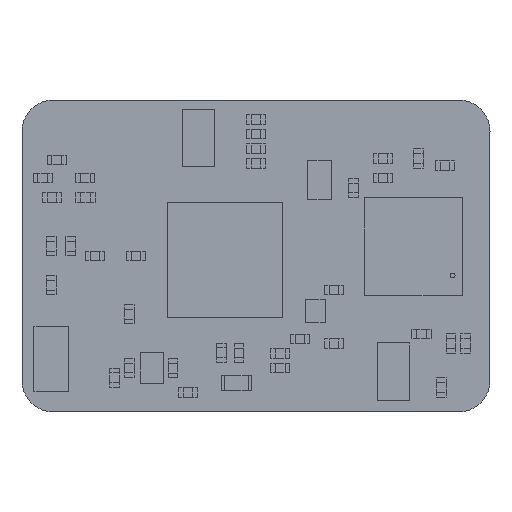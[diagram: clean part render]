
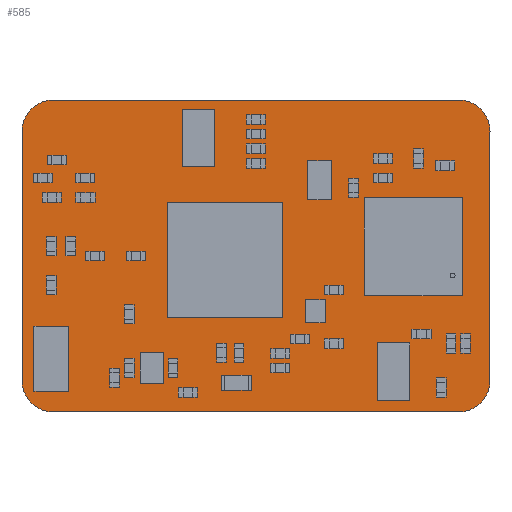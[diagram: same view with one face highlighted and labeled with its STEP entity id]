
A CAD part, top view. The second image highlights one B-rep face of the part: STEP entity #585.
In plain terms, the highlighted planar face has unit normal (0, 0, 1).
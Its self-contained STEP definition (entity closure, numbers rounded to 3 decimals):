
#320 = VERTEX_POINT('',#321);
#321 = CARTESIAN_POINT('',(1.638,0.,0.192));
#327 = EDGE_CURVE('',#320,#328,#330,.T.);
#328 = VERTEX_POINT('',#329);
#329 = CARTESIAN_POINT('',(0.,1.638,0.192));
#330 = CIRCLE('',#331,1.639);
#331 = AXIS2_PLACEMENT_3D('',#332,#333,#334);
#332 = CARTESIAN_POINT('',(1.639,1.639,0.192));
#333 = DIRECTION('',(0.,0.,-1.));
#334 = DIRECTION('',(-0.001,-1.,0.));
#360 = EDGE_CURVE('',#328,#361,#363,.T.);
#361 = VERTEX_POINT('',#362);
#362 = CARTESIAN_POINT('',(0.,14.618,0.192
    ));
#363 = LINE('',#364,#365);
#364 = CARTESIAN_POINT('',(0.,1.638,0.192));
#365 = VECTOR('',#366,1.);
#366 = DIRECTION('',(0.,1.,0.));
#391 = EDGE_CURVE('',#361,#392,#394,.T.);
#392 = VERTEX_POINT('',#393);
#393 = CARTESIAN_POINT('',(1.638,16.256,0.192));
#394 = CIRCLE('',#395,1.639);
#395 = AXIS2_PLACEMENT_3D('',#396,#397,#398);
#396 = CARTESIAN_POINT('',(1.639,14.617,0.192));
#397 = DIRECTION('',(0.,0.,-1.));
#398 = DIRECTION('',(-1.,0.001,0.));
#424 = EDGE_CURVE('',#392,#425,#427,.T.);
#425 = VERTEX_POINT('',#426);
#426 = CARTESIAN_POINT('',(22.747,16.256,0.192));
#427 = LINE('',#428,#429);
#428 = CARTESIAN_POINT('',(1.638,16.256,0.192));
#429 = VECTOR('',#430,1.);
#430 = DIRECTION('',(1.,0.,0.));
#455 = EDGE_CURVE('',#425,#456,#458,.T.);
#456 = VERTEX_POINT('',#457);
#457 = CARTESIAN_POINT('',(24.385,14.62,0.192));
#458 = CIRCLE('',#459,1.637);
#459 = AXIS2_PLACEMENT_3D('',#460,#461,#462);
#460 = CARTESIAN_POINT('',(22.748,14.619,0.192));
#461 = DIRECTION('',(0.,0.,-1.));
#462 = DIRECTION('',(-0.001,1.,0.));
#488 = EDGE_CURVE('',#456,#489,#491,.T.);
#489 = VERTEX_POINT('',#490);
#490 = CARTESIAN_POINT('',(24.384,1.638,0.192));
#491 = LINE('',#492,#493);
#492 = CARTESIAN_POINT('',(24.385,14.62,0.192));
#493 = VECTOR('',#494,1.);
#494 = DIRECTION('',(0.,-1.,0.));
#519 = EDGE_CURVE('',#489,#520,#522,.T.);
#520 = VERTEX_POINT('',#521);
#521 = CARTESIAN_POINT('',(22.746,0.,0.192
    ));
#522 = CIRCLE('',#523,1.639);
#523 = AXIS2_PLACEMENT_3D('',#524,#525,#526);
#524 = CARTESIAN_POINT('',(22.745,1.639,0.192));
#525 = DIRECTION('',(0.,0.,-1.));
#526 = DIRECTION('',(1.,-0.001,0.));
#552 = EDGE_CURVE('',#520,#320,#553,.T.);
#553 = LINE('',#554,#555);
#554 = CARTESIAN_POINT('',(22.746,0.,0.192));
#555 = VECTOR('',#556,1.);
#556 = DIRECTION('',(-1.,0.,0.));
#585 = ADVANCED_FACE('',(#586),#596,.T.);
#586 = FACE_BOUND('',#587,.F.);
#587 = EDGE_LOOP('',(#588,#589,#590,#591,#592,#593,#594,#595));
#588 = ORIENTED_EDGE('',*,*,#327,.T.);
#589 = ORIENTED_EDGE('',*,*,#360,.T.);
#590 = ORIENTED_EDGE('',*,*,#391,.T.);
#591 = ORIENTED_EDGE('',*,*,#424,.T.);
#592 = ORIENTED_EDGE('',*,*,#455,.T.);
#593 = ORIENTED_EDGE('',*,*,#488,.T.);
#594 = ORIENTED_EDGE('',*,*,#519,.T.);
#595 = ORIENTED_EDGE('',*,*,#552,.T.);
#596 = PLANE('',#597);
#597 = AXIS2_PLACEMENT_3D('',#598,#599,#600);
#598 = CARTESIAN_POINT('',(1.638,0.,0.192));
#599 = DIRECTION('',(0.,0.,1.));
#600 = DIRECTION('',(1.,0.,0.));
